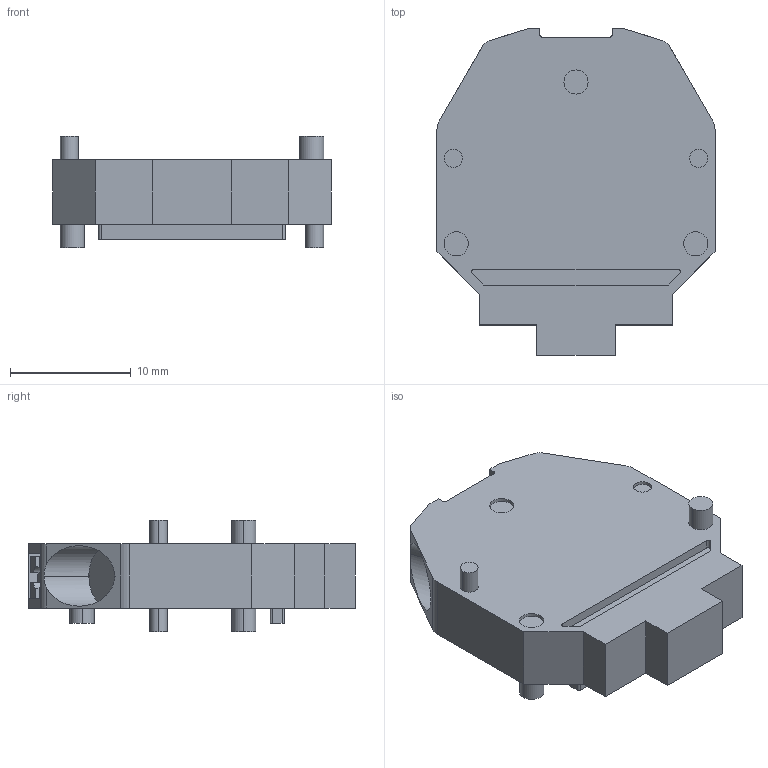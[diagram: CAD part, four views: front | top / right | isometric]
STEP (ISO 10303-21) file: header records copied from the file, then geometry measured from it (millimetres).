
FILE_DESCRIPTION (( 'STEP AP203' ), '1' );
FILE_NAME ('MPK Mini Klemens.STEP', '2018-11-27T08:00:57', ( '' ), ( '' ), 'SwSTEP 2.0', 'SolidWorks 2011', '' );
FILE_SCHEMA (( 'CONFIG_CONTROL_DESIGN' ));
Length unit declared in the file: millimetre
Products named in the file (1): MPK Mini Klemens
Bounding box: 23 x 27 x 9.24 mm (x, y, z)
Volume: 2559.4 mm3; surface area: 1822.8 mm2
Topology: 1 solids, 1 shells, 165 faces, 445 edges, 296 vertices
Faces by surface type: plane 99, cylinder 66
Entity records: 5362 total; most frequent: CARTESIAN_POINT 1188, ORIENTED_EDGE 890, DIRECTION 793, EDGE_CURVE 445, VECTOR 299, LINE 299, VERTEX_POINT 296, AXIS2_PLACEMENT_3D 247
